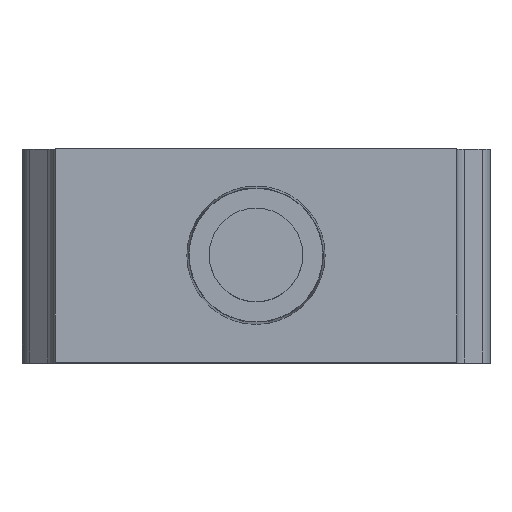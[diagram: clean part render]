
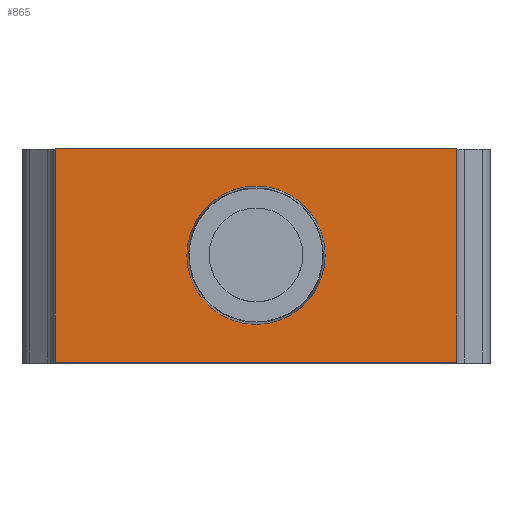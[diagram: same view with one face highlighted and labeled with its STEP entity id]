
A CAD part, top view. The second image highlights one B-rep face of the part: STEP entity #865.
In plain terms, the highlighted face is planar.
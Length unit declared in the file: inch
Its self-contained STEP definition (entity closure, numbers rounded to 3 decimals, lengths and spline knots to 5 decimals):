
#118 = LINE ( 'NONE', #2043, #1843 ) ;
#170 = AXIS2_PLACEMENT_3D ( 'NONE', #3049, #2172, #2760 ) ;
#336 = DIRECTION ( 'NONE',  ( 0., 0., 1. ) ) ;
#438 = VECTOR ( 'NONE', #3091, 39.37008 ) ;
#450 = CARTESIAN_POINT ( 'NONE',  ( -0.38696, 0., -0.31496 ) ) ;
#482 = VERTEX_POINT ( 'NONE', #538 ) ;
#538 = CARTESIAN_POINT ( 'NONE',  ( -1.1811, 0., -0.62992 ) ) ;
#566 = VERTEX_POINT ( 'NONE', #1896 ) ;
#624 = ORIENTED_EDGE ( 'NONE', *, *, #1341, .T. ) ;
#865 = ADVANCED_FACE ( 'NONE', ( #1751, #1176 ), #3601, .T. ) ;
#1134 = EDGE_CURVE ( 'NONE', #566, #482, #2584, .T. ) ;
#1135 = DIRECTION ( 'NONE',  ( -1., 0., 0. ) ) ;
#1150 = ORIENTED_EDGE ( 'NONE', *, *, #3371, .F. ) ;
#1176 = FACE_OUTER_BOUND ( 'NONE', #3361, .T. ) ;
#1216 = AXIS2_PLACEMENT_3D ( 'NONE', #2035, #3936, #1135 ) ;
#1341 = EDGE_CURVE ( 'NONE', #566, #3594, #3414, .T. ) ;
#1553 = EDGE_CURVE ( 'NONE', #3594, #3419, #118, .T. ) ;
#1751 = FACE_BOUND ( 'NONE', #3077, .T. ) ;
#1843 = VECTOR ( 'NONE', #3863, 39.37008 ) ;
#1896 = CARTESIAN_POINT ( 'NONE',  ( 0., 0., -0.62992 ) ) ;
#1936 = CARTESIAN_POINT ( 'NONE',  ( 0., 0., 0. ) ) ;
#2035 = CARTESIAN_POINT ( 'NONE',  ( 0., 0., -0.57087 ) ) ;
#2043 = CARTESIAN_POINT ( 'NONE',  ( 0., 0., 0. ) ) ;
#2172 = DIRECTION ( 'NONE',  ( 0., 1., 0. ) ) ;
#2191 = CARTESIAN_POINT ( 'NONE',  ( 0., 0., -0.57087 ) ) ;
#2254 = VERTEX_POINT ( 'NONE', #450 ) ;
#2429 = ORIENTED_EDGE ( 'NONE', *, *, #1134, .F. ) ;
#2431 = CARTESIAN_POINT ( 'NONE',  ( -1.1811, 0., -0.62992 ) ) ;
#2438 = CIRCLE ( 'NONE', #170, 0.20359 ) ;
#2584 = LINE ( 'NONE', #2598, #3403 ) ;
#2598 = CARTESIAN_POINT ( 'NONE',  ( -1.27953, 0., -0.62992 ) ) ;
#2760 = DIRECTION ( 'NONE',  ( 1., 0., 0. ) ) ;
#2810 = ORIENTED_EDGE ( 'NONE', *, *, #1553, .T. ) ;
#2816 = VECTOR ( 'NONE', #336, 39.37008 ) ;
#3049 = CARTESIAN_POINT ( 'NONE',  ( -0.59055, 0., -0.31496 ) ) ;
#3077 = EDGE_LOOP ( 'NONE', ( #3094 ) ) ;
#3091 = DIRECTION ( 'NONE',  ( 0., 0., 1. ) ) ;
#3094 = ORIENTED_EDGE ( 'NONE', *, *, #3408, .T. ) ;
#3244 = DIRECTION ( 'NONE',  ( -1., 0., 0. ) ) ;
#3361 = EDGE_LOOP ( 'NONE', ( #1150, #2429, #624, #2810 ) ) ;
#3371 = EDGE_CURVE ( 'NONE', #482, #3419, #3379, .T. ) ;
#3379 = LINE ( 'NONE', #2431, #438 ) ;
#3403 = VECTOR ( 'NONE', #3244, 39.37008 ) ;
#3408 = EDGE_CURVE ( 'NONE', #2254, #2254, #2438, .T. ) ;
#3414 = LINE ( 'NONE', #2191, #2816 ) ;
#3417 = CARTESIAN_POINT ( 'NONE',  ( -1.1811, 0., 0. ) ) ;
#3419 = VERTEX_POINT ( 'NONE', #3417 ) ;
#3594 = VERTEX_POINT ( 'NONE', #1936 ) ;
#3601 = PLANE ( 'NONE',  #1216 ) ;
#3863 = DIRECTION ( 'NONE',  ( -1., 0., 0. ) ) ;
#3936 = DIRECTION ( 'NONE',  ( 0., -1., 0. ) ) ;
